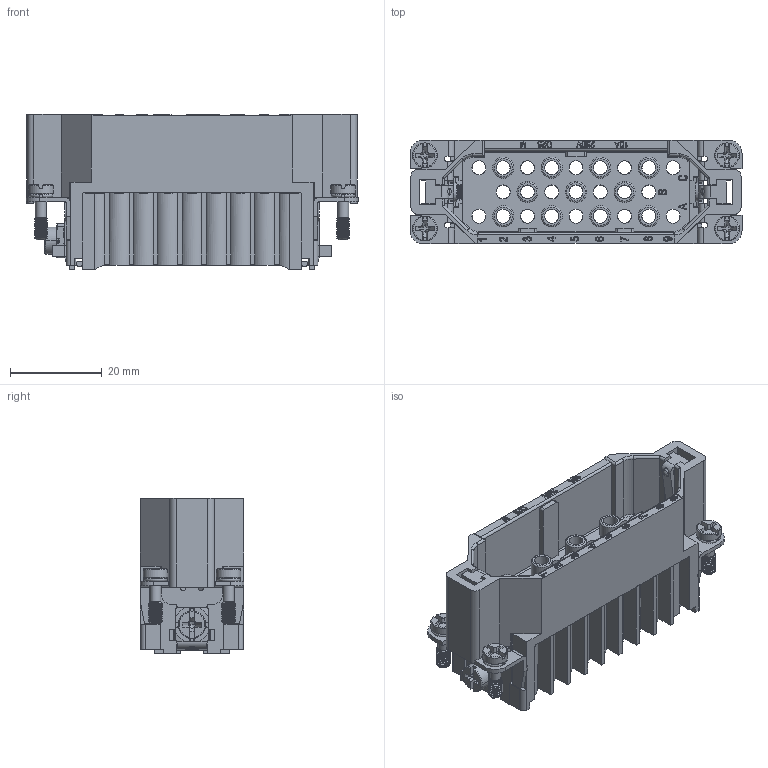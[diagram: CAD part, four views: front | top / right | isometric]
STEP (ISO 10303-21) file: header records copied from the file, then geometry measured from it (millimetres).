
FILE_DESCRIPTION(/* description */ (''),/* implementation_level */ '2;1');
FILE_NAME(/* name */ 'HD-025-MC.stp',/* time_stamp */ '2023-02-23T13:18:09+08:00',/* author */ (''),/* organization */ (''),/* preprocessor_version */ 'ST-DEVELOPER v16',/* originating_system */ 'SIEMENS PLM Software NX 10.0',/* authorisation */ '');
FILE_SCHEMA (('AUTOMOTIVE_DESIGN { 1 0 10303 214 3 1 1 1 }'));
Products named in the file (1): Admi3EDCA52Aiasm
Bounding box: 72.5 x 22.7 x 33.9 mm (x, y, z)
Surface area: 24106.1 mm2 (no closed solid volume)
Topology: 0 solids, 1 shells, 1685 faces, 4553 edges, 2973 vertices
Faces by surface type: plane 962, cylinder 430, extrusion 106, cone 82, torus 67, bspline 30, sphere 8
Full cylindrical faces by diameter (mm): 1.8 x12, 2.4 x8, 2.6 x2, 2.8 x1, 3 x27, 3.05 x25, 3.3 x25, 3.8 x25, 4.3 x25, 4.6 x11, 5.4 x4
Entity records: 69155 total; most frequent: CARTESIAN_POINT 28624, ORIENTED_EDGE 8276, DIRECTION 7965, EDGE_CURVE 4138, VERTEX_POINT 2833, VECTOR 2789, LINE 2683, AXIS2_PLACEMENT_3D 2588
